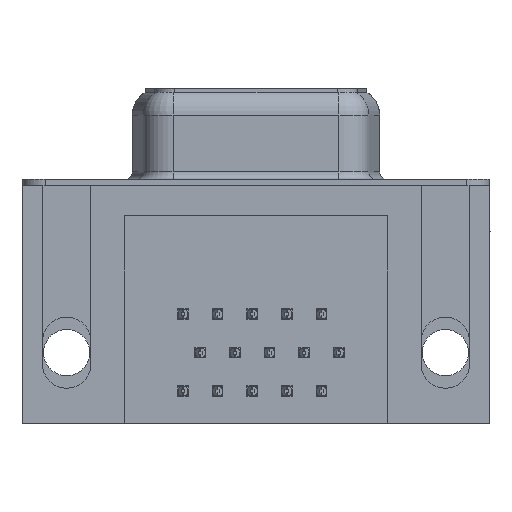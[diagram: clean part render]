
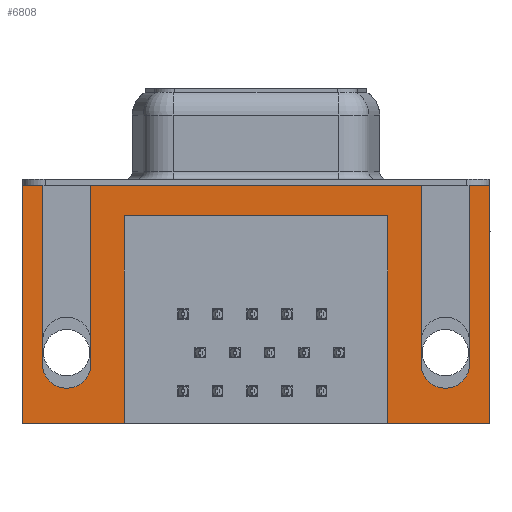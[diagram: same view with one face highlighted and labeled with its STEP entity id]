
A CAD part, front view. The second image highlights one B-rep face of the part: STEP entity #6808.
In plain terms, the highlighted planar face has unit normal (0, -1, 0).
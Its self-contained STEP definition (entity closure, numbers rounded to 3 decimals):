
#345 = LINE ( 'NONE', #24126, #12517 ) ;
#501 = EDGE_CURVE ( 'NONE', #17354, #22329, #8533, .T. ) ;
#736 = EDGE_CURVE ( 'NONE', #23849, #17192, #8899, .T. ) ;
#863 = AXIS2_PLACEMENT_3D ( 'NONE', #16179, #1611, #18619 ) ;
#977 = ORIENTED_EDGE ( 'NONE', *, *, #22983, .F. ) ;
#1049 = CARTESIAN_POINT ( 'NONE',  ( 27.9, -6.275, -15.7 ) ) ;
#1096 = PLANE ( 'NONE',  #863 ) ;
#1547 = VECTOR ( 'NONE', #22963, 1000. ) ;
#1602 = CARTESIAN_POINT ( 'NONE',  ( 3.79, -6.275, -2. ) ) ;
#1611 = DIRECTION ( 'NONE',  ( 0., -1., 0. ) ) ;
#2077 = VECTOR ( 'NONE', #20884, 1000. ) ;
#2302 = LINE ( 'NONE', #5934, #1547 ) ;
#2861 = CARTESIAN_POINT ( 'NONE',  ( 24.99, -6.275, -11.78 ) ) ;
#2970 = CARTESIAN_POINT ( 'NONE',  ( 1.6, -6.275, 0. ) ) ;
#4037 = DIRECTION ( 'NONE',  ( 0., 0., -1. ) ) ;
#4751 = VECTOR ( 'NONE', #8287, 1000. ) ;
#4758 = VERTEX_POINT ( 'NONE', #17314 ) ;
#4770 = VECTOR ( 'NONE', #27654, 1000. ) ;
#4831 = LINE ( 'NONE', #10045, #23497 ) ;
#4872 = LINE ( 'NONE', #19480, #30021 ) ;
#5204 = EDGE_CURVE ( 'NONE', #11878, #31255, #12604, .T. ) ;
#5311 = DIRECTION ( 'NONE',  ( -1., 0., 0. ) ) ;
#5362 = VECTOR ( 'NONE', #9507, 1000. ) ;
#5417 = EDGE_CURVE ( 'NONE', #4758, #17192, #20979, .T. ) ;
#5491 = VECTOR ( 'NONE', #16306, 1000. ) ;
#5533 = ORIENTED_EDGE ( 'NONE', *, *, #18066, .F. ) ;
#5776 = ORIENTED_EDGE ( 'NONE', *, *, #9724, .F. ) ;
#5850 = CARTESIAN_POINT ( 'NONE',  ( 23.39, -6.275, 0. ) ) ;
#5934 = CARTESIAN_POINT ( 'NONE',  ( 21.2, -6.275, -2. ) ) ;
#6405 = DIRECTION ( 'NONE',  ( 0., -1., 0. ) ) ;
#6446 = VECTOR ( 'NONE', #24760, 1000. ) ;
#6808 = ADVANCED_FACE ( 'NONE', ( #21789 ), #1096, .T. ) ;
#7023 = EDGE_CURVE ( 'NONE', #25062, #17354, #2302, .T. ) ;
#7834 = EDGE_CURVE ( 'NONE', #17920, #31593, #9328, .T. ) ;
#7972 = CARTESIAN_POINT ( 'NONE',  ( 23.39, -6.275, -11.78 ) ) ;
#7991 = VECTOR ( 'NONE', #12815, 1000. ) ;
#8134 = AXIS2_PLACEMENT_3D ( 'NONE', #2861, #19870, #5311 ) ;
#8287 = DIRECTION ( 'NONE',  ( 1., 0., 0. ) ) ;
#8533 = LINE ( 'NONE', #15365, #14270 ) ;
#8674 = ORIENTED_EDGE ( 'NONE', *, *, #736, .T. ) ;
#8899 = LINE ( 'NONE', #22722, #9696 ) ;
#9031 = CARTESIAN_POINT ( 'NONE',  ( 27.9, -6.275, 0. ) ) ;
#9284 = LINE ( 'NONE', #25773, #2077 ) ;
#9328 = CIRCLE ( 'NONE', #8134, 1.6 ) ;
#9415 = CARTESIAN_POINT ( 'NONE',  ( -2.91, -6.275, 0. ) ) ;
#9507 = DIRECTION ( 'NONE',  ( 0., 0., -1. ) ) ;
#9524 = CARTESIAN_POINT ( 'NONE',  ( -1.6, -6.275, 0. ) ) ;
#9696 = VECTOR ( 'NONE', #26549, 1000. ) ;
#9724 = EDGE_CURVE ( 'NONE', #11835, #11878, #29128, .T. ) ;
#10011 = DIRECTION ( 'NONE',  ( -1., 0., 0. ) ) ;
#10045 = CARTESIAN_POINT ( 'NONE',  ( 1.6, -6.275, 0. ) ) ;
#10639 = CARTESIAN_POINT ( 'NONE',  ( 27.9, -6.275, -15.7 ) ) ;
#11583 = VECTOR ( 'NONE', #4037, 1000. ) ;
#11600 = ORIENTED_EDGE ( 'NONE', *, *, #5204, .F. ) ;
#11835 = VERTEX_POINT ( 'NONE', #9415 ) ;
#11860 = AXIS2_PLACEMENT_3D ( 'NONE', #20992, #6405, #23456 ) ;
#11878 = VERTEX_POINT ( 'NONE', #9524 ) ;
#11926 = EDGE_CURVE ( 'NONE', #23849, #25062, #345, .T. ) ;
#11978 = LINE ( 'NONE', #13834, #5491 ) ;
#12206 = DIRECTION ( 'NONE',  ( -1., 0., 0. ) ) ;
#12517 = VECTOR ( 'NONE', #12206, 1000. ) ;
#12604 = LINE ( 'NONE', #31488, #5362 ) ;
#12666 = CARTESIAN_POINT ( 'NONE',  ( 3.79, -6.275, -2. ) ) ;
#12815 = DIRECTION ( 'NONE',  ( 1., 0., 0. ) ) ;
#12933 = LINE ( 'NONE', #19831, #6446 ) ;
#13267 = CARTESIAN_POINT ( 'NONE',  ( 1.6, -6.275, -11.78 ) ) ;
#13352 = EDGE_CURVE ( 'NONE', #14566, #15909, #4831, .T. ) ;
#13834 = CARTESIAN_POINT ( 'NONE',  ( 23.39, -6.275, 0. ) ) ;
#14270 = VECTOR ( 'NONE', #10011, 1000. ) ;
#14566 = VERTEX_POINT ( 'NONE', #13267 ) ;
#15258 = EDGE_CURVE ( 'NONE', #15909, #24820, #9284, .T. ) ;
#15365 = CARTESIAN_POINT ( 'NONE',  ( 3.79, -6.275, -2. ) ) ;
#15395 = VERTEX_POINT ( 'NONE', #20455 ) ;
#15798 = ORIENTED_EDGE ( 'NONE', *, *, #30110, .F. ) ;
#15909 = VERTEX_POINT ( 'NONE', #2970 ) ;
#16179 = CARTESIAN_POINT ( 'NONE',  ( -2.91, -6.275, -2.5 ) ) ;
#16306 = DIRECTION ( 'NONE',  ( 0., 0., -1. ) ) ;
#16601 = CARTESIAN_POINT ( 'NONE',  ( 21.2, -6.275, -15.7 ) ) ;
#17192 = VERTEX_POINT ( 'NONE', #9031 ) ;
#17314 = CARTESIAN_POINT ( 'NONE',  ( 26.59, -6.275, 0. ) ) ;
#17354 = VERTEX_POINT ( 'NONE', #26627 ) ;
#17422 = EDGE_CURVE ( 'NONE', #15395, #18140, #23439, .T. ) ;
#17920 = VERTEX_POINT ( 'NONE', #7972 ) ;
#18066 = EDGE_CURVE ( 'NONE', #24820, #17920, #11978, .T. ) ;
#18140 = VERTEX_POINT ( 'NONE', #21408 ) ;
#18208 = CIRCLE ( 'NONE', #11860, 1.6 ) ;
#18619 = DIRECTION ( 'NONE',  ( 0., 0., -1. ) ) ;
#18805 = LINE ( 'NONE', #1602, #11583 ) ;
#19480 = CARTESIAN_POINT ( 'NONE',  ( -2.91, -6.275, -2.5 ) ) ;
#19831 = CARTESIAN_POINT ( 'NONE',  ( 26.59, -6.275, 0. ) ) ;
#19870 = DIRECTION ( 'NONE',  ( 0., -1., 0. ) ) ;
#20455 = CARTESIAN_POINT ( 'NONE',  ( 3.79, -6.275, -15.7 ) ) ;
#20884 = DIRECTION ( 'NONE',  ( 1., 0., 0. ) ) ;
#20979 = LINE ( 'NONE', #24946, #7991 ) ;
#20992 = CARTESIAN_POINT ( 'NONE',  ( 0., -6.275, -11.78 ) ) ;
#21408 = CARTESIAN_POINT ( 'NONE',  ( -2.91, -6.275, -15.7 ) ) ;
#21543 = CARTESIAN_POINT ( 'NONE',  ( 26.59, -6.275, -11.78 ) ) ;
#21584 = ORIENTED_EDGE ( 'NONE', *, *, #25574, .F. ) ;
#21789 = FACE_OUTER_BOUND ( 'NONE', #23123, .T. ) ;
#21818 = EDGE_CURVE ( 'NONE', #31593, #4758, #12933, .T. ) ;
#22329 = VERTEX_POINT ( 'NONE', #12666 ) ;
#22424 = ORIENTED_EDGE ( 'NONE', *, *, #7023, .F. ) ;
#22722 = CARTESIAN_POINT ( 'NONE',  ( 27.9, -6.275, -2.5 ) ) ;
#22963 = DIRECTION ( 'NONE',  ( 0., 0., 1. ) ) ;
#22983 = EDGE_CURVE ( 'NONE', #18140, #11835, #4872, .T. ) ;
#23123 = EDGE_LOOP ( 'NONE', ( #24272, #26292, #5533, #26001, #27467, #15798, #11600, #5776, #977, #30559, #21584, #24929, #22424, #23539, #8674, #24264 ) ) ;
#23439 = LINE ( 'NONE', #10639, #4770 ) ;
#23456 = DIRECTION ( 'NONE',  ( 1., 0., 0. ) ) ;
#23497 = VECTOR ( 'NONE', #29412, 1000. ) ;
#23539 = ORIENTED_EDGE ( 'NONE', *, *, #11926, .F. ) ;
#23849 = VERTEX_POINT ( 'NONE', #1049 ) ;
#24017 = CARTESIAN_POINT ( 'NONE',  ( -1.6, -6.275, -11.78 ) ) ;
#24126 = CARTESIAN_POINT ( 'NONE',  ( 27.9, -6.275, -15.7 ) ) ;
#24264 = ORIENTED_EDGE ( 'NONE', *, *, #5417, .F. ) ;
#24272 = ORIENTED_EDGE ( 'NONE', *, *, #21818, .F. ) ;
#24760 = DIRECTION ( 'NONE',  ( 0., 0., 1. ) ) ;
#24820 = VERTEX_POINT ( 'NONE', #5850 ) ;
#24929 = ORIENTED_EDGE ( 'NONE', *, *, #501, .F. ) ;
#24946 = CARTESIAN_POINT ( 'NONE',  ( -2.91, -6.275, 0. ) ) ;
#25062 = VERTEX_POINT ( 'NONE', #16601 ) ;
#25574 = EDGE_CURVE ( 'NONE', #22329, #15395, #18805, .T. ) ;
#25773 = CARTESIAN_POINT ( 'NONE',  ( -2.91, -6.275, 0. ) ) ;
#26001 = ORIENTED_EDGE ( 'NONE', *, *, #15258, .F. ) ;
#26292 = ORIENTED_EDGE ( 'NONE', *, *, #7834, .F. ) ;
#26549 = DIRECTION ( 'NONE',  ( 0., 0., 1. ) ) ;
#26627 = CARTESIAN_POINT ( 'NONE',  ( 21.2, -6.275, -2. ) ) ;
#26849 = DIRECTION ( 'NONE',  ( 0., 0., 1. ) ) ;
#27467 = ORIENTED_EDGE ( 'NONE', *, *, #13352, .F. ) ;
#27654 = DIRECTION ( 'NONE',  ( -1., 0., 0. ) ) ;
#27770 = CARTESIAN_POINT ( 'NONE',  ( -2.91, -6.275, 0. ) ) ;
#29128 = LINE ( 'NONE', #27770, #4751 ) ;
#29412 = DIRECTION ( 'NONE',  ( 0., 0., 1. ) ) ;
#30021 = VECTOR ( 'NONE', #26849, 1000. ) ;
#30110 = EDGE_CURVE ( 'NONE', #31255, #14566, #18208, .T. ) ;
#30559 = ORIENTED_EDGE ( 'NONE', *, *, #17422, .F. ) ;
#31255 = VERTEX_POINT ( 'NONE', #24017 ) ;
#31488 = CARTESIAN_POINT ( 'NONE',  ( -1.6, -6.275, 0. ) ) ;
#31593 = VERTEX_POINT ( 'NONE', #21543 ) ;
